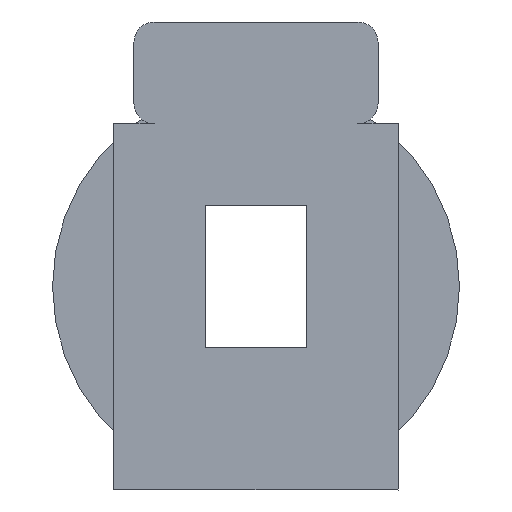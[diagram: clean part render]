
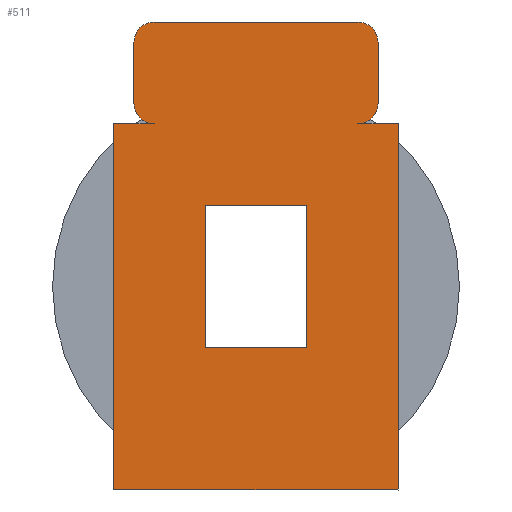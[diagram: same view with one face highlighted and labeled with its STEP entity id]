
A CAD part, front view. The second image highlights one B-rep face of the part: STEP entity #511.
In plain terms, the highlighted planar face has unit normal (0, -1, 0).
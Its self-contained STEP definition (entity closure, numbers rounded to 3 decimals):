
#32=B_SPLINE_CURVE_WITH_KNOTS('',3,(#751,#752,#753,#754),.UNSPECIFIED.,
 .F.,.F.,(4,4),(0.,1.),.UNSPECIFIED.);
#34=B_SPLINE_CURVE_WITH_KNOTS('',3,(#800,#801,#802,#803),.UNSPECIFIED.,
 .F.,.F.,(4,4),(0.,1.),.UNSPECIFIED.);
#36=B_SPLINE_CURVE_WITH_KNOTS('',3,(#825,#826,#827,#828),.UNSPECIFIED.,
 .F.,.F.,(4,4),(0.,1.),.UNSPECIFIED.);
#38=B_SPLINE_CURVE_WITH_KNOTS('',3,(#849,#850,#851,#852),.UNSPECIFIED.,
 .F.,.F.,(4,4),(0.,1.),.UNSPECIFIED.);
#48=FACE_BOUND('',#113,.T.);
#81=FACE_OUTER_BOUND('',#112,.T.);
#112=EDGE_LOOP('',(#448,#449,#450,#451,#452,#453,#454,#455,#456,#457,#458,
#459));
#113=EDGE_LOOP('',(#460,#461,#462,#463));
#116=LINE('',#677,#170);
#119=LINE('',#683,#173);
#122=LINE('',#689,#176);
#125=LINE('',#693,#179);
#140=LINE('',#736,#194);
#145=LINE('',#763,#199);
#148=LINE('',#769,#202);
#151=LINE('',#775,#205);
#154=LINE('',#781,#208);
#157=LINE('',#787,#211);
#161=LINE('',#812,#215);
#165=LINE('',#837,#219);
#170=VECTOR('',#565,10.);
#173=VECTOR('',#570,10.);
#176=VECTOR('',#575,10.);
#179=VECTOR('',#580,10.);
#194=VECTOR('',#623,10.);
#199=VECTOR('',#630,10.);
#202=VECTOR('',#635,10.);
#205=VECTOR('',#640,10.);
#208=VECTOR('',#645,10.);
#211=VECTOR('',#650,10.);
#215=VECTOR('',#656,10.);
#219=VECTOR('',#662,10.);
#224=VERTEX_POINT('',#674);
#225=VERTEX_POINT('',#676);
#227=VERTEX_POINT('',#682);
#229=VERTEX_POINT('',#688);
#242=VERTEX_POINT('',#734);
#243=VERTEX_POINT('',#735);
#246=VERTEX_POINT('',#750);
#248=VERTEX_POINT('',#762);
#250=VERTEX_POINT('',#768);
#252=VERTEX_POINT('',#774);
#254=VERTEX_POINT('',#780);
#256=VERTEX_POINT('',#786);
#258=VERTEX_POINT('',#799);
#260=VERTEX_POINT('',#811);
#262=VERTEX_POINT('',#824);
#264=VERTEX_POINT('',#836);
#268=EDGE_CURVE('',#225,#224,#116,.T.);
#271=EDGE_CURVE('',#227,#225,#119,.T.);
#274=EDGE_CURVE('',#229,#227,#122,.T.);
#277=EDGE_CURVE('',#224,#229,#125,.T.);
#296=EDGE_CURVE('',#242,#243,#140,.T.);
#300=EDGE_CURVE('',#246,#242,#32,.T.);
#303=EDGE_CURVE('',#248,#246,#145,.T.);
#306=EDGE_CURVE('',#250,#248,#148,.T.);
#309=EDGE_CURVE('',#252,#250,#151,.T.);
#312=EDGE_CURVE('',#254,#252,#154,.T.);
#315=EDGE_CURVE('',#256,#254,#157,.T.);
#318=EDGE_CURVE('',#258,#256,#34,.T.);
#321=EDGE_CURVE('',#260,#258,#161,.T.);
#324=EDGE_CURVE('',#262,#260,#36,.T.);
#327=EDGE_CURVE('',#264,#262,#165,.T.);
#330=EDGE_CURVE('',#243,#264,#38,.T.);
#448=ORIENTED_EDGE('',*,*,#330,.F.);
#449=ORIENTED_EDGE('',*,*,#296,.F.);
#450=ORIENTED_EDGE('',*,*,#300,.F.);
#451=ORIENTED_EDGE('',*,*,#303,.F.);
#452=ORIENTED_EDGE('',*,*,#306,.F.);
#453=ORIENTED_EDGE('',*,*,#309,.F.);
#454=ORIENTED_EDGE('',*,*,#312,.F.);
#455=ORIENTED_EDGE('',*,*,#315,.F.);
#456=ORIENTED_EDGE('',*,*,#318,.F.);
#457=ORIENTED_EDGE('',*,*,#321,.F.);
#458=ORIENTED_EDGE('',*,*,#324,.F.);
#459=ORIENTED_EDGE('',*,*,#327,.F.);
#460=ORIENTED_EDGE('',*,*,#274,.T.);
#461=ORIENTED_EDGE('',*,*,#271,.T.);
#462=ORIENTED_EDGE('',*,*,#268,.T.);
#463=ORIENTED_EDGE('',*,*,#277,.T.);
#484=PLANE('',#558);
#511=ADVANCED_FACE('',(#81,#48),#484,.F.);
#558=AXIS2_PLACEMENT_3D('',#858,#667,#668);
#565=DIRECTION('',(-1.,0.,0.));
#570=DIRECTION('',(0.,0.,-1.));
#575=DIRECTION('',(1.,0.,0.));
#580=DIRECTION('',(0.,0.,1.));
#623=DIRECTION('',(0.,0.,1.));
#630=DIRECTION('',(1.,0.,0.));
#635=DIRECTION('',(0.,0.,1.));
#640=DIRECTION('',(-1.,0.,0.));
#645=DIRECTION('',(0.,0.,-1.));
#650=DIRECTION('',(1.,0.,0.));
#656=DIRECTION('',(0.,0.,-1.));
#662=DIRECTION('',(1.,0.,0.));
#667=DIRECTION('center_axis',(0.,1.,0.));
#668=DIRECTION('ref_axis',(0.,0.,1.));
#674=CARTESIAN_POINT('',(-9.505,0.,7.005));
#676=CARTESIAN_POINT('',(-4.505,0.,7.005));
#677=CARTESIAN_POINT('',(-5.755,0.,7.005));
#682=CARTESIAN_POINT('',(-4.505,0.,14.005));
#683=CARTESIAN_POINT('',(-4.505,0.,12.755));
#688=CARTESIAN_POINT('',(-9.505,0.,14.005));
#689=CARTESIAN_POINT('',(-8.255,0.,14.005));
#693=CARTESIAN_POINT('',(-9.505,0.,9.255));
#734=CARTESIAN_POINT('',(-13.005,0.,19.005));
#735=CARTESIAN_POINT('',(-13.005,0.,22.005));
#736=CARTESIAN_POINT('',(-13.005,0.,19.005));
#750=CARTESIAN_POINT('',(-12.005,0.,18.005));
#751=CARTESIAN_POINT('Ctrl Pts',(-12.005,0.,18.005));
#752=CARTESIAN_POINT('Ctrl Pts',(-12.559,0.,18.005));
#753=CARTESIAN_POINT('Ctrl Pts',(-13.005,0.,18.451));
#754=CARTESIAN_POINT('Ctrl Pts',(-13.005,0.,19.005));
#762=CARTESIAN_POINT('',(-14.005,0.,18.005));
#763=CARTESIAN_POINT('',(-14.005,0.,18.005));
#768=CARTESIAN_POINT('',(-14.005,0.,0.005));
#769=CARTESIAN_POINT('',(-14.005,0.,0.005));
#774=CARTESIAN_POINT('',(-0.005,0.,0.005));
#775=CARTESIAN_POINT('',(-0.005,0.,0.005));
#780=CARTESIAN_POINT('',(-0.005,0.,18.005));
#781=CARTESIAN_POINT('',(-0.005,0.,18.005));
#786=CARTESIAN_POINT('',(-2.005,0.,18.005));
#787=CARTESIAN_POINT('',(-2.005,0.,18.005));
#799=CARTESIAN_POINT('',(-1.005,0.,19.005));
#800=CARTESIAN_POINT('Ctrl Pts',(-1.005,0.,19.005));
#801=CARTESIAN_POINT('Ctrl Pts',(-1.005,0.,18.451));
#802=CARTESIAN_POINT('Ctrl Pts',(-1.451,0.,18.005));
#803=CARTESIAN_POINT('Ctrl Pts',(-2.005,0.,18.005));
#811=CARTESIAN_POINT('',(-1.005,0.,22.005));
#812=CARTESIAN_POINT('',(-1.005,0.,22.005));
#824=CARTESIAN_POINT('',(-2.005,0.,23.005));
#825=CARTESIAN_POINT('Ctrl Pts',(-2.005,0.,23.005));
#826=CARTESIAN_POINT('Ctrl Pts',(-1.451,0.,23.005));
#827=CARTESIAN_POINT('Ctrl Pts',(-1.005,0.,22.559));
#828=CARTESIAN_POINT('Ctrl Pts',(-1.005,0.,22.005));
#836=CARTESIAN_POINT('',(-12.005,0.,23.005));
#837=CARTESIAN_POINT('',(-12.005,0.,23.005));
#849=CARTESIAN_POINT('Ctrl Pts',(-13.005,0.,22.005));
#850=CARTESIAN_POINT('Ctrl Pts',(-13.005,0.,22.559));
#851=CARTESIAN_POINT('Ctrl Pts',(-12.559,0.,23.005));
#852=CARTESIAN_POINT('Ctrl Pts',(-12.005,0.,23.005));
#858=CARTESIAN_POINT('Origin',(-7.005,0.,11.505));
